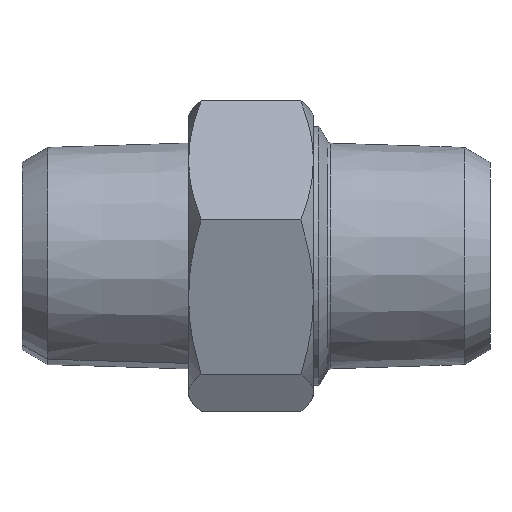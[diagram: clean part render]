
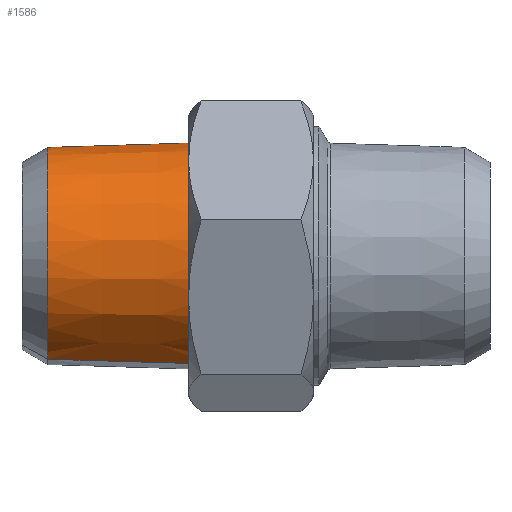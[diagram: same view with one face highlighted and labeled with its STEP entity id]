
A CAD part, left-side view. The second image highlights one B-rep face of the part: STEP entity #1586.
In plain terms, the highlighted conical face has half-angle 1.79 degrees and reference radius 10.926 mm.
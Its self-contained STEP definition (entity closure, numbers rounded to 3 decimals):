
#9 = EDGE_CURVE ( 'NONE', #343, #1511, #1986, .T. ) ;
#142 = EDGE_CURVE ( 'NONE', #1900, #343, #2460, .T. ) ;
#229 = AXIS2_PLACEMENT_3D ( 'NONE', #2400, #2552, #865 ) ;
#282 = CIRCLE ( 'NONE', #229, 10.435 ) ;
#313 = LINE ( 'NONE', #1420, #314 ) ;
#314 = VECTOR ( 'NONE', #1264, 1000. ) ;
#343 = VERTEX_POINT ( 'NONE', #1966 ) ;
#521 = CARTESIAN_POINT ( 'NONE',  ( -3.396, 26.751, -10.385 ) ) ;
#793 = DIRECTION ( 'NONE',  ( 0., -1., 0. ) ) ;
#801 = CARTESIAN_POINT ( 'NONE',  ( 0., 26.751, 0. ) ) ;
#840 = CARTESIAN_POINT ( 'NONE',  ( -3.244, 42.475, -9.918 ) ) ;
#865 = DIRECTION ( 'NONE',  ( -0.311, 0., -0.95 ) ) ;
#1206 = EDGE_LOOP ( 'NONE', ( #3010, #2227, #1949, #2992 ) ) ;
#1264 = DIRECTION ( 'NONE',  ( -0.01, -1., -0.03 ) ) ;
#1420 = CARTESIAN_POINT ( 'NONE',  ( -3.396, 26.751, -10.385 ) ) ;
#1511 = VERTEX_POINT ( 'NONE', #521 ) ;
#1535 = VECTOR ( 'NONE', #2907, 1000. ) ;
#1543 = CONICAL_SURFACE ( 'NONE', #2864, 10.926, 0.031 ) ;
#1586 = ADVANCED_FACE ( 'NONE', ( #1735 ), #1543, .T. ) ;
#1735 = FACE_OUTER_BOUND ( 'NONE', #1206, .T. ) ;
#1900 = VERTEX_POINT ( 'NONE', #2149 ) ;
#1949 = ORIENTED_EDGE ( 'NONE', *, *, #3126, .T. ) ;
#1966 = CARTESIAN_POINT ( 'NONE',  ( 3.396, 26.751, 10.385 ) ) ;
#1986 = CIRCLE ( 'NONE', #3030, 10.926 ) ;
#2057 = DIRECTION ( 'NONE',  ( 0., -1., 0. ) ) ;
#2149 = CARTESIAN_POINT ( 'NONE',  ( 3.244, 42.475, 9.918 ) ) ;
#2227 = ORIENTED_EDGE ( 'NONE', *, *, #3146, .T. ) ;
#2263 = DIRECTION ( 'NONE',  ( -0.311, 0., -0.95 ) ) ;
#2334 = CARTESIAN_POINT ( 'NONE',  ( 0., 26.751, 0. ) ) ;
#2400 = CARTESIAN_POINT ( 'NONE',  ( 0., 42.475, 0. ) ) ;
#2460 = LINE ( 'NONE', #2708, #1535 ) ;
#2552 = DIRECTION ( 'NONE',  ( 0., -1., 0. ) ) ;
#2591 = DIRECTION ( 'NONE',  ( -0.311, 0., -0.95 ) ) ;
#2708 = CARTESIAN_POINT ( 'NONE',  ( 3.396, 26.751, 10.385 ) ) ;
#2864 = AXIS2_PLACEMENT_3D ( 'NONE', #801, #793, #2591 ) ;
#2907 = DIRECTION ( 'NONE',  ( 0.01, -1., 0.03 ) ) ;
#2992 = ORIENTED_EDGE ( 'NONE', *, *, #9, .F. ) ;
#2993 = VERTEX_POINT ( 'NONE', #840 ) ;
#3010 = ORIENTED_EDGE ( 'NONE', *, *, #142, .F. ) ;
#3030 = AXIS2_PLACEMENT_3D ( 'NONE', #2334, #2057, #2263 ) ;
#3126 = EDGE_CURVE ( 'NONE', #2993, #1511, #313, .T. ) ;
#3146 = EDGE_CURVE ( 'NONE', #1900, #2993, #282, .T. ) ;
